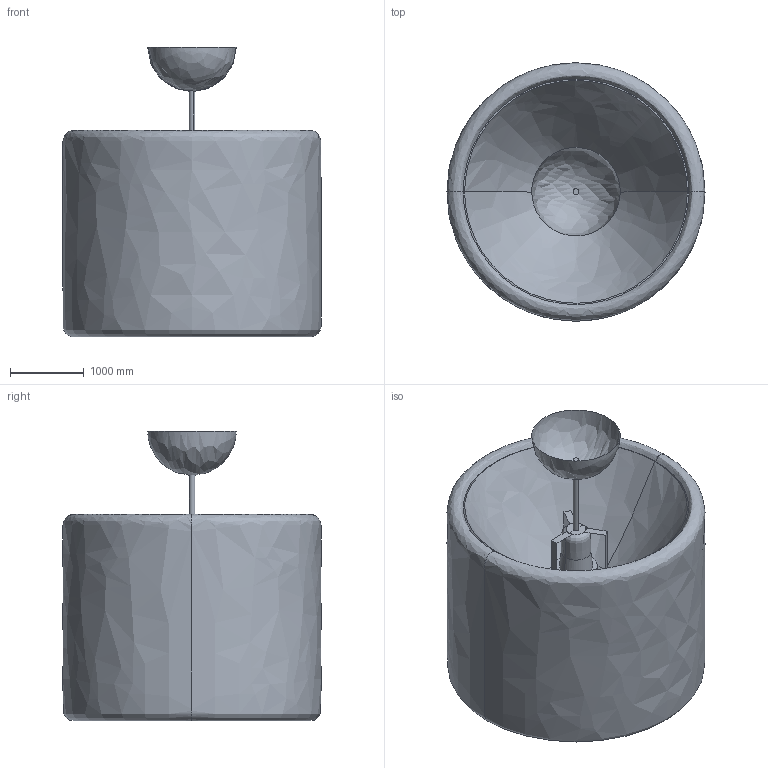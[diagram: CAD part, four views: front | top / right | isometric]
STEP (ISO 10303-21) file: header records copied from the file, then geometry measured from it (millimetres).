
FILE_DESCRIPTION(/* description */ (''),/* implementation_level */ '2;1');
FILE_NAME(/* name */ 'TET PLAFONE',/* time_stamp */ '2012-11-05T14:49:31+01:00',/* author */ (''),/* organization */ (''),/* preprocessor_version */ 'ST-DEVELOPER v10',/* originating_system */ '',/* authorisation */ '');
FILE_SCHEMA (('CONFIG_CONTROL_DESIGN'));
Length unit declared in the file: millimetre
Products named in the file (1): 1
Bounding box: 3501.09 x 3500 x 3929.06 mm (x, y, z)
Volume: 273529723 mm3; surface area: 62763455.7 mm2
Topology: 4 solids, 11 shells, 42 faces, 95 edges, 60 vertices
Faces by surface type: bspline 42
Entity records: 4760 total; most frequent: CARTESIAN_POINT 4164, ORIENTED_EDGE 148, EDGE_CURVE 89, VERTEX_POINT 60, B_SPLINE_CURVE_WITH_KNOTS 45, EDGE_LOOP 43, ADVANCED_FACE 42, FACE_OUTER_BOUND 42
